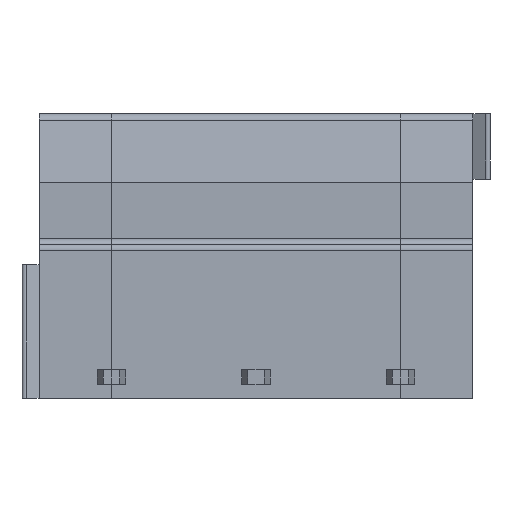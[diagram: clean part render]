
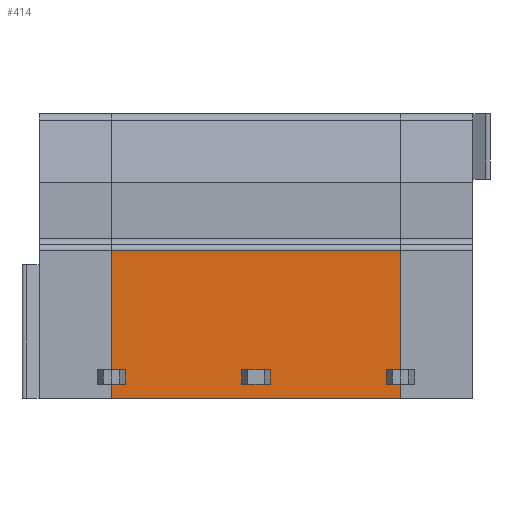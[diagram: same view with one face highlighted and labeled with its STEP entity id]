
A CAD part, left-side view. The second image highlights one B-rep face of the part: STEP entity #414.
In plain terms, the highlighted planar face has unit normal (-1, 0, 0).
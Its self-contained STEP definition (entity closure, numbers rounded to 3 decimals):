
#414 = ADVANCED_FACE( '', ( #944, #945 ), #946, .T. );
#944 = FACE_BOUND( '', #1608, .T. );
#945 = FACE_OUTER_BOUND( '', #1609, .T. );
#946 = PLANE( '', #1610 );
#1608 = EDGE_LOOP( '', ( #2580, #2581, #2582, #2583 ) );
#1609 = EDGE_LOOP( '', ( #2584, #2585, #2586, #2587, #2588, #2589, #2590, #2591, #2592, #2593, #2594, #2595 ) );
#1610 = AXIS2_PLACEMENT_3D( '', #2596, #2597, #2598 );
#2580 = ORIENTED_EDGE( '', *, *, #4174, .F. );
#2581 = ORIENTED_EDGE( '', *, *, #4452, .T. );
#2582 = ORIENTED_EDGE( '', *, *, #4453, .F. );
#2583 = ORIENTED_EDGE( '', *, *, #4454, .T. );
#2584 = ORIENTED_EDGE( '', *, *, #4348, .T. );
#2585 = ORIENTED_EDGE( '', *, *, #4455, .F. );
#2586 = ORIENTED_EDGE( '', *, *, #4358, .T. );
#2587 = ORIENTED_EDGE( '', *, *, #4456, .T. );
#2588 = ORIENTED_EDGE( '', *, *, #4366, .T. );
#2589 = ORIENTED_EDGE( '', *, *, #4457, .T. );
#2590 = ORIENTED_EDGE( '', *, *, #4458, .T. );
#2591 = ORIENTED_EDGE( '', *, *, #4411, .F. );
#2592 = ORIENTED_EDGE( '', *, *, #4459, .T. );
#2593 = ORIENTED_EDGE( '', *, *, #4460, .T. );
#2594 = ORIENTED_EDGE( '', *, *, #4293, .F. );
#2595 = ORIENTED_EDGE( '', *, *, #4461, .T. );
#2596 = CARTESIAN_POINT( '', ( -8.1, -7.5, 0. ) );
#2597 = DIRECTION( '', ( -1., 0., 0. ) );
#2598 = DIRECTION( '', ( 0., 0., -1. ) );
#4174 = EDGE_CURVE( '', #5010, #5011, #5012, .T. );
#4293 = EDGE_CURVE( '', #5221, #5223, #5224, .T. );
#4348 = EDGE_CURVE( '', #5313, #5317, #5319, .T. );
#4358 = EDGE_CURVE( '', #5331, #5334, #5336, .T. );
#4366 = EDGE_CURVE( '', #5349, #5347, #5350, .T. );
#4411 = EDGE_CURVE( '', #5426, #5421, #5428, .T. );
#4452 = EDGE_CURVE( '', #5010, #5493, #5494, .T. );
#4453 = EDGE_CURVE( '', #5495, #5493, #5496, .T. );
#4454 = EDGE_CURVE( '', #5495, #5011, #5497, .T. );
#4455 = EDGE_CURVE( '', #5331, #5317, #5498, .T. );
#4456 = EDGE_CURVE( '', #5334, #5349, #5499, .T. );
#4457 = EDGE_CURVE( '', #5347, #5500, #5501, .T. );
#4458 = EDGE_CURVE( '', #5500, #5421, #5502, .T. );
#4459 = EDGE_CURVE( '', #5426, #5503, #5504, .T. );
#4460 = EDGE_CURVE( '', #5503, #5223, #5505, .T. );
#4461 = EDGE_CURVE( '', #5221, #5313, #5506, .T. );
#5010 = VERTEX_POINT( '', #6239 );
#5011 = VERTEX_POINT( '', #6240 );
#5012 = LINE( '', #6241, #6242 );
#5221 = VERTEX_POINT( '', #6532 );
#5223 = VERTEX_POINT( '', #6534 );
#5224 = LINE( '', #6535, #6536 );
#5313 = VERTEX_POINT( '', #6663 );
#5317 = VERTEX_POINT( '', #6669 );
#5319 = LINE( '', #6672, #6673 );
#5331 = VERTEX_POINT( '', #6687 );
#5334 = VERTEX_POINT( '', #6692 );
#5336 = LINE( '', #6695, #6696 );
#5347 = VERTEX_POINT( '', #6711 );
#5349 = VERTEX_POINT( '', #6714 );
#5350 = LINE( '', #6715, #6716 );
#5421 = VERTEX_POINT( '', #6817 );
#5426 = VERTEX_POINT( '', #6824 );
#5428 = LINE( '', #6827, #6828 );
#5493 = VERTEX_POINT( '', #6922 );
#5494 = LINE( '', #6923, #6924 );
#5495 = VERTEX_POINT( '', #6925 );
#5496 = LINE( '', #6926, #6927 );
#5497 = LINE( '', #6928, #6929 );
#5498 = LINE( '', #6930, #6931 );
#5499 = LINE( '', #6932, #6933 );
#5500 = VERTEX_POINT( '', #6934 );
#5501 = LINE( '', #6935, #6936 );
#5502 = LINE( '', #6937, #6938 );
#5503 = VERTEX_POINT( '', #6939 );
#5504 = LINE( '', #6940, #6941 );
#5505 = LINE( '', #6942, #6943 );
#5506 = LINE( '', #6944, #6945 );
#6239 = CARTESIAN_POINT( '', ( -8.1, -0.5, 0.5 ) );
#6240 = CARTESIAN_POINT( '', ( -8.1, -0.5, 1. ) );
#6241 = CARTESIAN_POINT( '', ( -8.1, -0.5, -3.15 ) );
#6242 = VECTOR( '', #7950, 1000. );
#6532 = CARTESIAN_POINT( '', ( -8.1, 5.08, 5.2 ) );
#6534 = CARTESIAN_POINT( '', ( -8.1, -5.08, 5.2 ) );
#6535 = CARTESIAN_POINT( '', ( -8.1, -2.5, 5.2 ) );
#6536 = VECTOR( '', #8077, 1000. );
#6663 = CARTESIAN_POINT( '', ( -8.1, 5.08, 1. ) );
#6669 = CARTESIAN_POINT( '', ( -8.1, 4.58, 1. ) );
#6672 = CARTESIAN_POINT( '', ( -8.1, -2.5, 1. ) );
#6673 = VECTOR( '', #8131, 1000. );
#6687 = CARTESIAN_POINT( '', ( -8.1, 4.58, 0.5 ) );
#6692 = CARTESIAN_POINT( '', ( -8.1, 5.08, 0.5 ) );
#6695 = CARTESIAN_POINT( '', ( -8.1, -2.5, 0.5 ) );
#6696 = VECTOR( '', #8143, 1000. );
#6711 = CARTESIAN_POINT( '', ( -8.1, -5.08, 0. ) );
#6714 = CARTESIAN_POINT( '', ( -8.1, 5.08, 0. ) );
#6715 = CARTESIAN_POINT( '', ( -8.1, -2.5, 0. ) );
#6716 = VECTOR( '', #8149, 1000. );
#6817 = CARTESIAN_POINT( '', ( -8.1, -4.58, 0.5 ) );
#6824 = CARTESIAN_POINT( '', ( -8.1, -4.58, 1. ) );
#6827 = CARTESIAN_POINT( '', ( -8.1, -4.58, -3.15 ) );
#6828 = VECTOR( '', #8189, 1000. );
#6922 = CARTESIAN_POINT( '', ( -8.1, 0.5, 0.5 ) );
#6923 = CARTESIAN_POINT( '', ( -8.1, -2.5, 0.5 ) );
#6924 = VECTOR( '', #8222, 1000. );
#6925 = CARTESIAN_POINT( '', ( -8.1, 0.5, 1. ) );
#6926 = CARTESIAN_POINT( '', ( -8.1, 0.5, -3.15 ) );
#6927 = VECTOR( '', #8223, 1000. );
#6928 = CARTESIAN_POINT( '', ( -8.1, -2.5, 1. ) );
#6929 = VECTOR( '', #8224, 1000. );
#6930 = CARTESIAN_POINT( '', ( -8.1, 4.58, -3.15 ) );
#6931 = VECTOR( '', #8225, 1000. );
#6932 = CARTESIAN_POINT( '', ( -8.1, 5.08, -3.15 ) );
#6933 = VECTOR( '', #8226, 1000. );
#6934 = CARTESIAN_POINT( '', ( -8.1, -5.08, 0.5 ) );
#6935 = CARTESIAN_POINT( '', ( -8.1, -5.08, -3.15 ) );
#6936 = VECTOR( '', #8227, 1000. );
#6937 = CARTESIAN_POINT( '', ( -8.1, -7.58, 0.5 ) );
#6938 = VECTOR( '', #8228, 1000. );
#6939 = CARTESIAN_POINT( '', ( -8.1, -5.08, 1. ) );
#6940 = CARTESIAN_POINT( '', ( -8.1, -7.58, 1. ) );
#6941 = VECTOR( '', #8229, 1000. );
#6942 = CARTESIAN_POINT( '', ( -8.1, -5.08, -3.15 ) );
#6943 = VECTOR( '', #8230, 1000. );
#6944 = CARTESIAN_POINT( '', ( -8.1, 5.08, -3.15 ) );
#6945 = VECTOR( '', #8231, 1000. );
#7950 = DIRECTION( '', ( 0., 0., 1. ) );
#8077 = DIRECTION( '', ( 0., -1., 0. ) );
#8131 = DIRECTION( '', ( 0., -1., 0. ) );
#8143 = DIRECTION( '', ( 0., 1., 0. ) );
#8149 = DIRECTION( '', ( 0., -1., 0. ) );
#8189 = DIRECTION( '', ( 0., 0., -1. ) );
#8222 = DIRECTION( '', ( 0., 1., 0. ) );
#8223 = DIRECTION( '', ( 0., 0., -1. ) );
#8224 = DIRECTION( '', ( 0., -1., 0. ) );
#8225 = DIRECTION( '', ( 0., 0., 1. ) );
#8226 = DIRECTION( '', ( 0., 0., -1. ) );
#8227 = DIRECTION( '', ( 0., 0., 1. ) );
#8228 = DIRECTION( '', ( 0., 1., 0. ) );
#8229 = DIRECTION( '', ( 0., -1., 0. ) );
#8230 = DIRECTION( '', ( 0., 0., 1. ) );
#8231 = DIRECTION( '', ( 0., 0., -1. ) );
